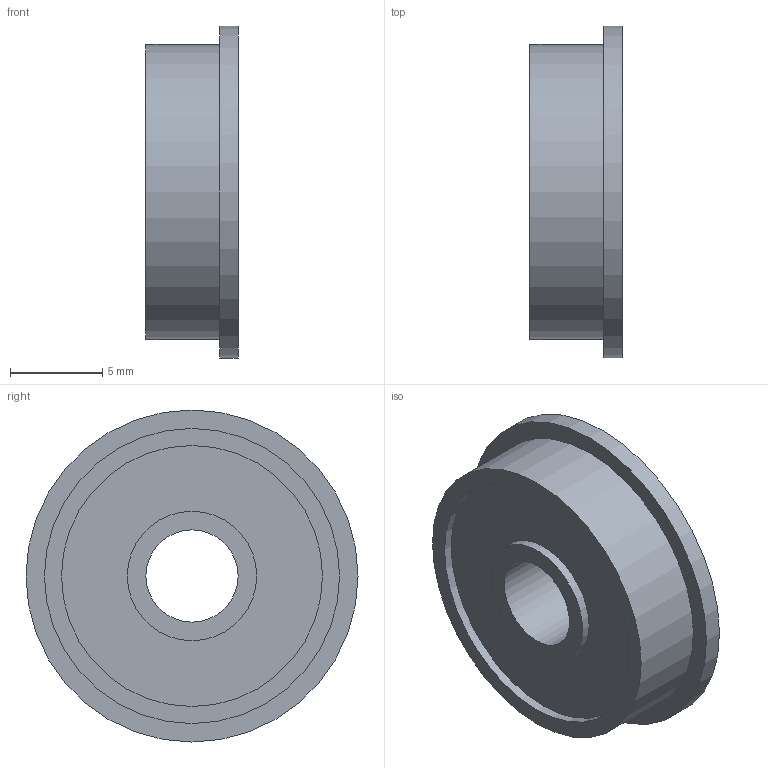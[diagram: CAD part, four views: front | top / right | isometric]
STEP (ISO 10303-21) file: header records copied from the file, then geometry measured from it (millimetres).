
FILE_DESCRIPTION(/* description */ (''),/* implementation_level */ '2;1');
FILE_NAME(/* name */ 'F625ZZ.stp',/* time_stamp */ '2020-11-19T20:22:26+03:00',/* author */ ('Max'),/* organization */ (''),/* preprocessor_version */ 'ST-DEVELOPER v16.5',/* originating_system */ 'Autodesk Inventor 2017',/* authorisation */ '');
FILE_SCHEMA (('AUTOMOTIVE_DESIGN { 1 0 10303 214 3 1 1 }'));
Length unit declared in the file: millimetre
Products named in the file (1): F625ZZ
Bounding box: 5 x 18 x 18 mm (x, y, z)
Volume: 841.9 mm3; surface area: 872.3 mm2
Topology: 1 solids, 1 shells, 14 faces, 22 edges, 15 vertices
Faces by surface type: cylinder 7, plane 7
Full cylindrical faces by diameter (mm): 5 x1, 7.014 x2, 14.152 x2, 16 x1, 18 x1
Entity records: 321 total; most frequent: DIRECTION 58, CARTESIAN_POINT 43, AXIS2_PLACEMENT_3D 29, EDGE_LOOP 28, ORIENTED_EDGE 28, FACE_BOUND 14, FACE_OUTER_BOUND 14, CIRCLE 14
